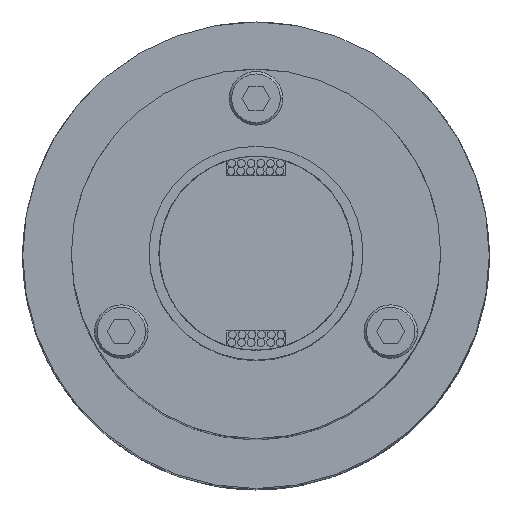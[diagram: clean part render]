
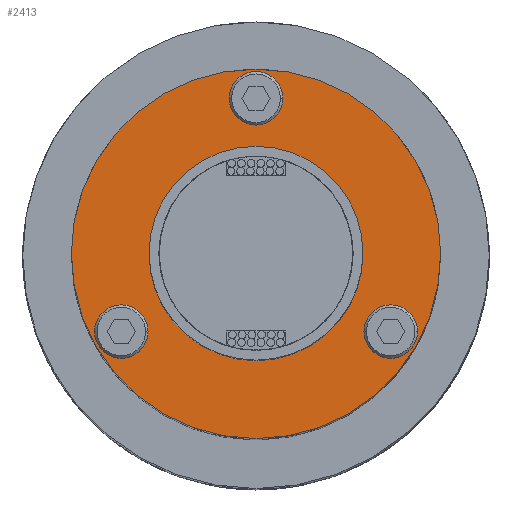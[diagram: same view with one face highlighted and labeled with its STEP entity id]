
A CAD part, top view. The second image highlights one B-rep face of the part: STEP entity #2413.
In plain terms, the highlighted planar face has unit normal (0, 0, 1).
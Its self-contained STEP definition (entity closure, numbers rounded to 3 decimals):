
#258 = CIRCLE ( 'NONE', #5748, 2.75 ) ;
#286 = CARTESIAN_POINT ( 'NONE',  ( 0., 0., 168.4 ) ) ;
#638 = EDGE_LOOP ( 'NONE', ( #1193, #2714 ) ) ;
#655 = ORIENTED_EDGE ( 'NONE', *, *, #12459, .T. ) ;
#875 = DIRECTION ( 'NONE',  ( 0., 0., 1. ) ) ;
#912 = DIRECTION ( 'NONE',  ( 0., 0., 1. ) ) ;
#1070 = CARTESIAN_POINT ( 'NONE',  ( -19., 0., 168.4 ) ) ;
#1093 = CARTESIAN_POINT ( 'NONE',  ( 13.856, -8., 168.4 ) ) ;
#1191 = CARTESIAN_POINT ( 'NONE',  ( -13.856, -8., 168.4 ) ) ;
#1193 = ORIENTED_EDGE ( 'NONE', *, *, #11233, .F. ) ;
#1322 = DIRECTION ( 'NONE',  ( 0., 0., 1. ) ) ;
#1449 = DIRECTION ( 'NONE',  ( 1., 0., 0. ) ) ;
#1507 = EDGE_CURVE ( 'NONE', #10426, #12674, #5262, .T. ) ;
#1750 = AXIS2_PLACEMENT_3D ( 'NONE', #7688, #912, #8845 ) ;
#1757 = CIRCLE ( 'NONE', #10952, 2.75 ) ;
#2010 = VERTEX_POINT ( 'NONE', #1070 ) ;
#2224 = DIRECTION ( 'NONE',  ( -0.5, -0.866, 0. ) ) ;
#2336 = DIRECTION ( 'NONE',  ( -0.5, 0.866, 0. ) ) ;
#2413 = ADVANCED_FACE ( 'NONE', ( #9702, #4018, #6680, #3647, #4358 ), #7661, .T. ) ;
#2714 = ORIENTED_EDGE ( 'NONE', *, *, #1507, .F. ) ;
#3066 = CIRCLE ( 'NONE', #14010, 11. ) ;
#3215 = EDGE_LOOP ( 'NONE', ( #11664, #7988 ) ) ;
#3247 = AXIS2_PLACEMENT_3D ( 'NONE', #6585, #14503, #7705 ) ;
#3565 = EDGE_LOOP ( 'NONE', ( #5535, #655 ) ) ;
#3647 = FACE_BOUND ( 'NONE', #9641, .T. ) ;
#3779 = EDGE_LOOP ( 'NONE', ( #9426, #6171 ) ) ;
#3785 = VERTEX_POINT ( 'NONE', #14003 ) ;
#3807 = CARTESIAN_POINT ( 'NONE',  ( -2.75, 16., 168.4 ) ) ;
#4018 = FACE_BOUND ( 'NONE', #3215, .T. ) ;
#4297 = CARTESIAN_POINT ( 'NONE',  ( 2.75, 16., 168.4 ) ) ;
#4343 = ORIENTED_EDGE ( 'NONE', *, *, #14733, .F. ) ;
#4358 = FACE_BOUND ( 'NONE', #638, .T. ) ;
#4989 = DIRECTION ( 'NONE',  ( 0., 0., 1. ) ) ;
#5254 = DIRECTION ( 'NONE',  ( 0., 0., 1. ) ) ;
#5262 = CIRCLE ( 'NONE', #1750, 2.75 ) ;
#5392 = DIRECTION ( 'NONE',  ( 0., 0., 1. ) ) ;
#5413 = AXIS2_PLACEMENT_3D ( 'NONE', #286, #8231, #1449 ) ;
#5510 = VERTEX_POINT ( 'NONE', #3807 ) ;
#5535 = ORIENTED_EDGE ( 'NONE', *, *, #6132, .T. ) ;
#5693 = DIRECTION ( 'NONE',  ( 0., 0., 1. ) ) ;
#5748 = AXIS2_PLACEMENT_3D ( 'NONE', #12209, #5392, #13354 ) ;
#5884 = AXIS2_PLACEMENT_3D ( 'NONE', #1093, #9034, #2224 ) ;
#6132 = EDGE_CURVE ( 'NONE', #2010, #9017, #12254, .T. ) ;
#6171 = ORIENTED_EDGE ( 'NONE', *, *, #6699, .F. ) ;
#6360 = CIRCLE ( 'NONE', #6489, 11. ) ;
#6411 = CARTESIAN_POINT ( 'NONE',  ( 19., 0., 168.4 ) ) ;
#6489 = AXIS2_PLACEMENT_3D ( 'NONE', #12081, #5254, #13218 ) ;
#6585 = CARTESIAN_POINT ( 'NONE',  ( 0., 0., 168.4 ) ) ;
#6656 = CARTESIAN_POINT ( 'NONE',  ( 16.606, -8., 168.4 ) ) ;
#6680 = FACE_OUTER_BOUND ( 'NONE', #3565, .T. ) ;
#6699 = EDGE_CURVE ( 'NONE', #8207, #11857, #1757, .T. ) ;
#7186 = CARTESIAN_POINT ( 'NONE',  ( 11.106, -8., 168.4 ) ) ;
#7661 = PLANE ( 'NONE',  #14589 ) ;
#7688 = CARTESIAN_POINT ( 'NONE',  ( -13.856, -8., 168.4 ) ) ;
#7705 = DIRECTION ( 'NONE',  ( 1., 0., 0. ) ) ;
#7988 = ORIENTED_EDGE ( 'NONE', *, *, #12926, .F. ) ;
#8081 = CARTESIAN_POINT ( 'NONE',  ( -16.606, -8., 168.4 ) ) ;
#8118 = CARTESIAN_POINT ( 'NONE',  ( 13.856, -8., 168.4 ) ) ;
#8207 = VERTEX_POINT ( 'NONE', #6656 ) ;
#8231 = DIRECTION ( 'NONE',  ( 0., 0., 1. ) ) ;
#8500 = EDGE_CURVE ( 'NONE', #3785, #12144, #3066, .T. ) ;
#8817 = DIRECTION ( 'NONE',  ( 1., 0., 0. ) ) ;
#8845 = DIRECTION ( 'NONE',  ( -0.5, 0.866, 0. ) ) ;
#9017 = VERTEX_POINT ( 'NONE', #6411 ) ;
#9034 = DIRECTION ( 'NONE',  ( 0., 0., 1. ) ) ;
#9133 = AXIS2_PLACEMENT_3D ( 'NONE', #12501, #5693, #13627 ) ;
#9145 = DIRECTION ( 'NONE',  ( 0., 0., 1. ) ) ;
#9221 = CIRCLE ( 'NONE', #5884, 2.75 ) ;
#9270 = DIRECTION ( 'NONE',  ( -0.5, -0.866, 0. ) ) ;
#9426 = ORIENTED_EDGE ( 'NONE', *, *, #11631, .F. ) ;
#9503 = AXIS2_PLACEMENT_3D ( 'NONE', #1191, #9145, #2336 ) ;
#9641 = EDGE_LOOP ( 'NONE', ( #14559, #4343 ) ) ;
#9702 = FACE_BOUND ( 'NONE', #3779, .T. ) ;
#9925 = CARTESIAN_POINT ( 'NONE',  ( 0., 0., 168.4 ) ) ;
#9953 = CIRCLE ( 'NONE', #9133, 2.75 ) ;
#10426 = VERTEX_POINT ( 'NONE', #11444 ) ;
#10952 = AXIS2_PLACEMENT_3D ( 'NONE', #8118, #1322, #9270 ) ;
#11233 = EDGE_CURVE ( 'NONE', #12674, #10426, #14358, .T. ) ;
#11444 = CARTESIAN_POINT ( 'NONE',  ( -11.106, -8., 168.4 ) ) ;
#11631 = EDGE_CURVE ( 'NONE', #11857, #8207, #9221, .T. ) ;
#11664 = ORIENTED_EDGE ( 'NONE', *, *, #8500, .F. ) ;
#11697 = CIRCLE ( 'NONE', #3247, 19. ) ;
#11813 = CARTESIAN_POINT ( 'NONE',  ( 0., 0., 168.4 ) ) ;
#11857 = VERTEX_POINT ( 'NONE', #7186 ) ;
#12081 = CARTESIAN_POINT ( 'NONE',  ( 0., 0., 168.4 ) ) ;
#12082 = EDGE_CURVE ( 'NONE', #5510, #13610, #9953, .T. ) ;
#12144 = VERTEX_POINT ( 'NONE', #13727 ) ;
#12209 = CARTESIAN_POINT ( 'NONE',  ( 0., 16., 168.4 ) ) ;
#12254 = CIRCLE ( 'NONE', #5413, 19. ) ;
#12459 = EDGE_CURVE ( 'NONE', #9017, #2010, #11697, .T. ) ;
#12501 = CARTESIAN_POINT ( 'NONE',  ( 0., 16., 168.4 ) ) ;
#12674 = VERTEX_POINT ( 'NONE', #8081 ) ;
#12926 = EDGE_CURVE ( 'NONE', #12144, #3785, #6360, .T. ) ;
#12946 = DIRECTION ( 'NONE',  ( 1., 0., 0. ) ) ;
#13218 = DIRECTION ( 'NONE',  ( 1., 0., 0. ) ) ;
#13354 = DIRECTION ( 'NONE',  ( 1., 0., 0. ) ) ;
#13610 = VERTEX_POINT ( 'NONE', #4297 ) ;
#13627 = DIRECTION ( 'NONE',  ( 1., 0., 0. ) ) ;
#13727 = CARTESIAN_POINT ( 'NONE',  ( 11., 0., 168.4 ) ) ;
#14003 = CARTESIAN_POINT ( 'NONE',  ( -11., 0., 168.4 ) ) ;
#14010 = AXIS2_PLACEMENT_3D ( 'NONE', #11813, #4989, #12946 ) ;
#14358 = CIRCLE ( 'NONE', #9503, 2.75 ) ;
#14503 = DIRECTION ( 'NONE',  ( 0., 0., 1. ) ) ;
#14559 = ORIENTED_EDGE ( 'NONE', *, *, #12082, .F. ) ;
#14589 = AXIS2_PLACEMENT_3D ( 'NONE', #9925, #875, #8817 ) ;
#14733 = EDGE_CURVE ( 'NONE', #13610, #5510, #258, .T. ) ;
